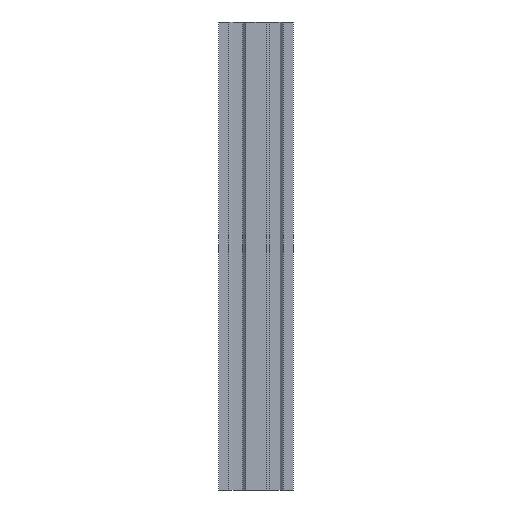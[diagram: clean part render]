
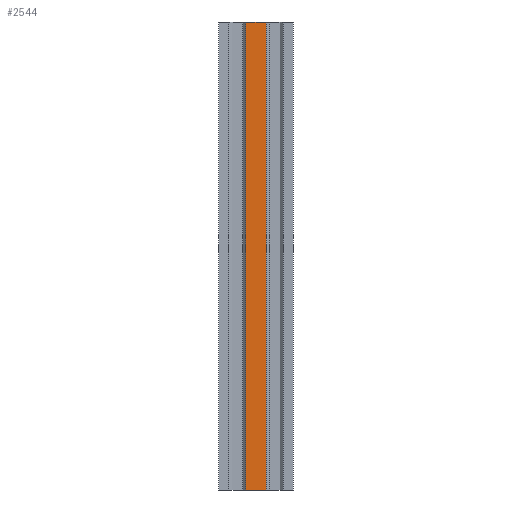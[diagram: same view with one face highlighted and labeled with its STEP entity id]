
A CAD part, front view. The second image highlights one B-rep face of the part: STEP entity #2544.
In plain terms, the highlighted planar face has unit normal (0, -1, 0).
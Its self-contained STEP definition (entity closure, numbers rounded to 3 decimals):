
#125=FACE_OUTER_BOUND($,#256,.T.);
#256=EDGE_LOOP($,(#2102,#2103,#2104,#2105));
#360=LINE($,#3453,#696);
#489=LINE($,#3704,#825);
#545=LINE($,#3822,#881);
#597=LINE($,#3932,#933);
#696=VECTOR($,#2806,10.72);
#825=VECTOR($,#2947,10.72);
#881=VECTOR($,#3039,250.);
#933=VECTOR($,#3207,250.);
#1030=VERTEX_POINT($,#3450);
#1031=VERTEX_POINT($,#3452);
#1146=VERTEX_POINT($,#3701);
#1147=VERTEX_POINT($,#3703);
#1268=EDGE_CURVE($,#1030,#1031,#360,.T.);
#1397=EDGE_CURVE($,#1147,#1146,#489,.T.);
#1457=EDGE_CURVE($,#1146,#1031,#545,.T.);
#1509=EDGE_CURVE($,#1147,#1030,#597,.T.);
#2102=ORIENTED_EDGE($,*,*,#1397,.T.);
#2103=ORIENTED_EDGE($,*,*,#1457,.T.);
#2104=ORIENTED_EDGE($,*,*,#1268,.F.);
#2105=ORIENTED_EDGE($,*,*,#1509,.F.);
#2308=PLANE($,#2673);
#2544=ADVANCED_FACE($,(#125),#2308,.T.);
#2673=AXIS2_PLACEMENT_3D($,#3931,#3205,#3206);
#2806=DIRECTION($,(1.,0.,0.));
#2947=DIRECTION($,(1.,0.,0.));
#3039=DIRECTION($,(0.,0.,1.));
#3205=DIRECTION('center_axis',(0.,-1.,0.));
#3206=DIRECTION('ref_axis',(1.,0.,0.));
#3207=DIRECTION($,(0.,0.,1.));
#3450=CARTESIAN_POINT('',(4.64,-30.,250.));
#3452=CARTESIAN_POINT('',(15.36,-30.,250.));
#3453=CARTESIAN_POINT($,(4.64,-30.,250.));
#3701=CARTESIAN_POINT('',(15.36,-30.,0.));
#3703=CARTESIAN_POINT('',(4.64,-30.,0.));
#3704=CARTESIAN_POINT($,(4.64,-30.,0.));
#3822=CARTESIAN_POINT($,(15.36,-30.,0.));
#3931=CARTESIAN_POINT('Origin',(4.64,-30.,0.));
#3932=CARTESIAN_POINT($,(4.64,-30.,0.));
